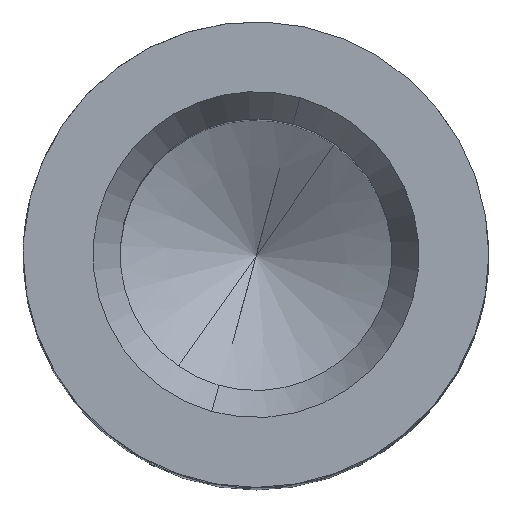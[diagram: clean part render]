
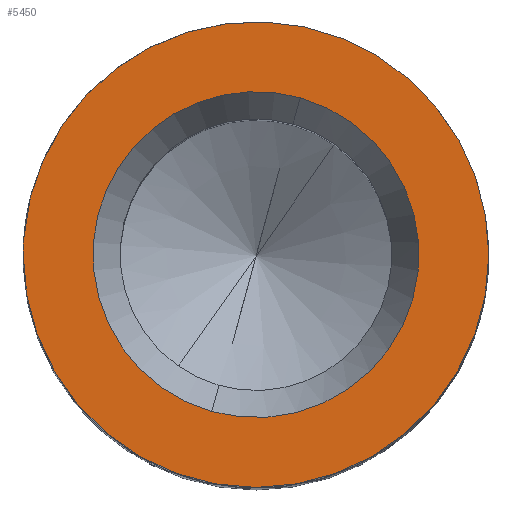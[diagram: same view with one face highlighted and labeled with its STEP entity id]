
A CAD part, top view. The second image highlights one B-rep face of the part: STEP entity #5450.
In plain terms, the highlighted face is planar.
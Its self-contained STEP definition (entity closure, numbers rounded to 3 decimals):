
#4880=CARTESIAN_POINT('',(65.128,69.523,2.887));
#4890=VERTEX_POINT('',#4880);
#4920=CARTESIAN_POINT('',(65.128,68.707,0.));
#4930=DIRECTION('',(-1.,0.,0.));
#4940=DIRECTION('',(0.,-0.199,
-0.98));
#4950=AXIS2_PLACEMENT_3D('',#4920,#4930,#4940);
#4960=CIRCLE('',#4950,3.);
#4970=CARTESIAN_POINT('',(65.128,68.111,-2.94));
#4980=VERTEX_POINT('',#4970);
#4990=EDGE_CURVE('',#4890,#4980,#4960,.T.);
#5010=CARTESIAN_POINT('',(65.128,67.891,-2.887))
;
#5020=VERTEX_POINT('',#5010);
#5030=EDGE_CURVE('',#4980,#5020,#4960,.T.);
#5150=CARTESIAN_POINT('',(65.128,68.208,-2.641))
;
#5160=DIRECTION('',(-1.,0.,0.));
#5170=DIRECTION('',(0.,-0.199,
-0.98));
#5180=AXIS2_PLACEMENT_3D('',#5150,#5160,#5170);
#5190=PLANE('',#5180);
#5200=EDGE_CURVE('',#5020,#4890,#4960,.T.);
#5210=ORIENTED_EDGE('',*,*,#5200,.T.);
#5220=ORIENTED_EDGE('',*,*,#5030,.T.);
#5230=ORIENTED_EDGE('',*,*,#4990,.T.);
#5240=EDGE_LOOP('',(#5230,#5220,#5210));
#5250=FACE_OUTER_BOUND('',#5240,.T.);
#5260=CARTESIAN_POINT('',(65.128,68.707,0.));
#5270=DIRECTION('',(-1.,0.,0.));
#5280=DIRECTION('',(0.,1.,0.));
#5290=AXIS2_PLACEMENT_3D('',#5260,#5270,#5280);
#5300=CIRCLE('',#5290,2.1);
#5310=CARTESIAN_POINT('',(65.128,68.29,-2.058))
;
#5320=VERTEX_POINT('',#5310);
#5330=CARTESIAN_POINT('',(65.128,66.607,0.));
#5340=VERTEX_POINT('',#5330);
#5350=EDGE_CURVE('',#5320,#5340,#5300,.T.);
#5360=ORIENTED_EDGE('',*,*,#5350,.F.);
#5370=CARTESIAN_POINT('',(65.128,70.807,0.));
#5380=VERTEX_POINT('',#5370);
#5390=EDGE_CURVE('',#5340,#5380,#5300,.T.);
#5400=ORIENTED_EDGE('',*,*,#5390,.F.);
#5410=EDGE_CURVE('',#5380,#5320,#5300,.T.);
#5420=ORIENTED_EDGE('',*,*,#5410,.F.);
#5430=EDGE_LOOP('',(#5420,#5400,#5360));
#5440=FACE_BOUND('',#5430,.T.);
#5450=ADVANCED_FACE('',(#5250,#5440),#5190,.T.);
